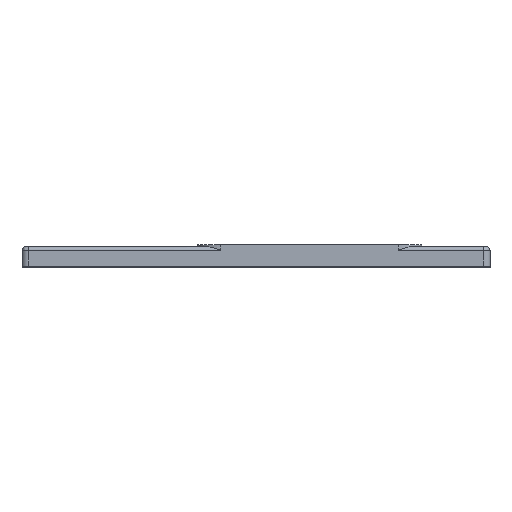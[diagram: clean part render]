
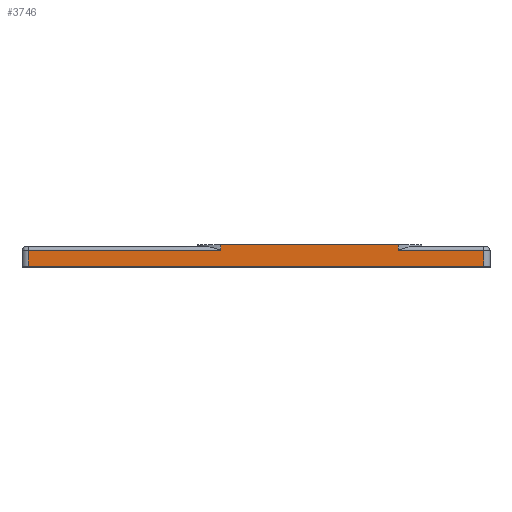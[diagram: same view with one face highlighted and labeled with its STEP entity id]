
A CAD part, top view. The second image highlights one B-rep face of the part: STEP entity #3746.
In plain terms, the highlighted planar face has unit normal (0, 0, 1).
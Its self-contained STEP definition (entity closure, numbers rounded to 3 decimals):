
#398=LINE('',#6383,#624);
#400=LINE('',#6410,#626);
#401=LINE('',#6415,#627);
#402=LINE('',#6418,#628);
#441=LINE('',#6643,#667);
#442=LINE('',#6646,#668);
#457=LINE('',#6693,#683);
#460=LINE('',#6698,#686);
#624=VECTOR('',#5194,10.);
#626=VECTOR('',#5202,10.);
#627=VECTOR('',#5209,10.);
#628=VECTOR('',#5212,10.);
#667=VECTOR('',#5447,10.);
#668=VECTOR('',#5450,10.);
#683=VECTOR('',#5511,10.);
#686=VECTOR('',#5518,10.);
#730=PLANE('',#4278);
#930=FACE_OUTER_BOUND('',#1220,.T.);
#1220=EDGE_LOOP('',(#3497,#3498,#3499,#3500,#3501,#3502,#3503,#3504));
#1809=VERTEX_POINT('',#6380);
#1810=VERTEX_POINT('',#6382);
#1813=VERTEX_POINT('',#6402);
#1814=VERTEX_POINT('',#6409);
#1815=VERTEX_POINT('',#6413);
#1816=VERTEX_POINT('',#6417);
#1868=VERTEX_POINT('',#6641);
#1869=VERTEX_POINT('',#6645);
#2285=EDGE_CURVE('',#1809,#1810,#398,.T.);
#2291=EDGE_CURVE('',#1814,#1813,#400,.T.);
#2294=EDGE_CURVE('',#1815,#1813,#401,.T.);
#2295=EDGE_CURVE('',#1810,#1816,#402,.T.);
#2392=EDGE_CURVE('',#1868,#1815,#441,.T.);
#2393=EDGE_CURVE('',#1816,#1869,#442,.T.);
#2417=EDGE_CURVE('',#1868,#1869,#457,.T.);
#2420=EDGE_CURVE('',#1814,#1809,#460,.T.);
#3497=ORIENTED_EDGE('',*,*,#2285,.F.);
#3498=ORIENTED_EDGE('',*,*,#2420,.F.);
#3499=ORIENTED_EDGE('',*,*,#2291,.T.);
#3500=ORIENTED_EDGE('',*,*,#2294,.F.);
#3501=ORIENTED_EDGE('',*,*,#2392,.F.);
#3502=ORIENTED_EDGE('',*,*,#2417,.T.);
#3503=ORIENTED_EDGE('',*,*,#2393,.F.);
#3504=ORIENTED_EDGE('',*,*,#2295,.F.);
#3746=ADVANCED_FACE('',(#930),#730,.T.);
#4278=AXIS2_PLACEMENT_3D('',#6699,#5519,#5520);
#5194=DIRECTION('',(0.,-1.,0.));
#5202=DIRECTION('',(0.,-1.,0.));
#5209=DIRECTION('',(1.,0.,0.));
#5212=DIRECTION('',(1.,0.,0.));
#5447=DIRECTION('',(0.,1.,0.));
#5450=DIRECTION('',(0.,-1.,0.));
#5511=DIRECTION('',(1.,0.,0.));
#5518=DIRECTION('',(1.,0.,0.));
#5519=DIRECTION('center_axis',(0.,0.,1.));
#5520=DIRECTION('ref_axis',(1.,0.,0.));
#6380=CARTESIAN_POINT('',(76.5,5.6,122.));
#6382=CARTESIAN_POINT('',(76.5,4.1,122.));
#6383=CARTESIAN_POINT('',(76.5,5.6,122.));
#6402=CARTESIAN_POINT('',(31.,4.1,122.));
#6409=CARTESIAN_POINT('',(31.,5.6,122.));
#6410=CARTESIAN_POINT('',(31.,5.6,122.));
#6413=CARTESIAN_POINT('',(-18.4,4.1,122.));
#6415=CARTESIAN_POINT('',(10.,4.1,122.));
#6417=CARTESIAN_POINT('',(98.4,4.1,122.));
#6418=CARTESIAN_POINT('',(10.,4.1,122.));
#6641=CARTESIAN_POINT('',(-18.4,0.,122.));
#6643=CARTESIAN_POINT('',(-18.4,0.,122.));
#6645=CARTESIAN_POINT('',(98.4,0.,122.));
#6646=CARTESIAN_POINT('',(98.4,0.,122.));
#6693=CARTESIAN_POINT('',(-20.,0.,122.));
#6698=CARTESIAN_POINT('',(25.,5.6,122.));
#6699=CARTESIAN_POINT('Origin',(25.,5.,122.));
